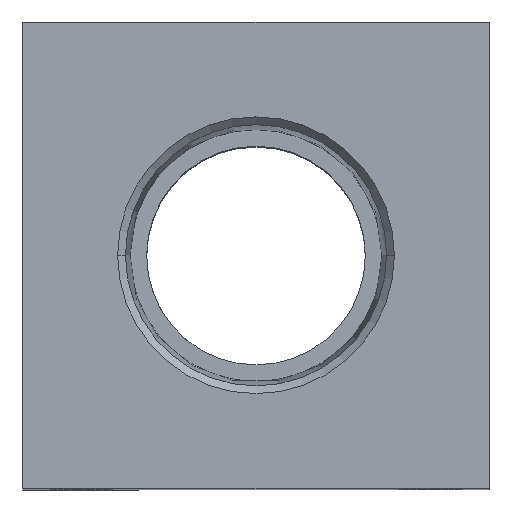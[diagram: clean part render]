
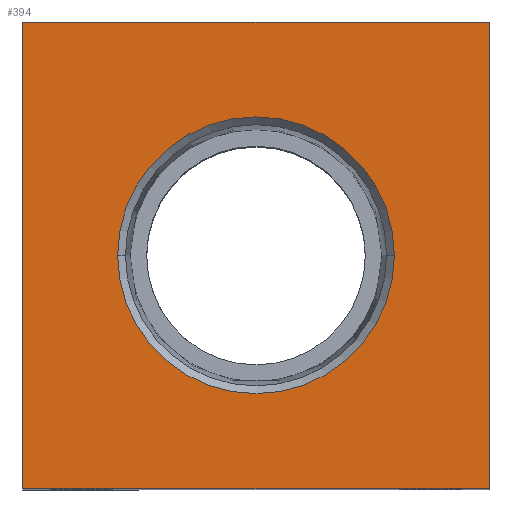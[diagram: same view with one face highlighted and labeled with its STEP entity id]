
A CAD part, top view. The second image highlights one B-rep face of the part: STEP entity #394.
In plain terms, the highlighted planar face has unit normal (0, 0, 1).
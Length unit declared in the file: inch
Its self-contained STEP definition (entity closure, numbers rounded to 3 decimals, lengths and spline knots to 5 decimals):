
#226 = ORIENTED_EDGE ( 'NONE', *, *, #2286, .T. ) ;
#284 = EDGE_LOOP ( 'NONE', ( #1967, #1036, #1370, #226 ) ) ;
#343 = CARTESIAN_POINT ( 'NONE',  ( 0.75, -0.75, 1.375 ) ) ;
#352 = VERTEX_POINT ( 'NONE', #1319 ) ;
#362 = VERTEX_POINT ( 'NONE', #1369 ) ;
#394 = ADVANCED_FACE ( 'NONE', ( #1033, #456 ), #847, .T. ) ;
#456 = FACE_OUTER_BOUND ( 'NONE', #284, .T. ) ;
#461 = DIRECTION ( 'NONE',  ( 0., 1., 0. ) ) ;
#522 = CARTESIAN_POINT ( 'NONE',  ( 0.75, 0.75, 1.375 ) ) ;
#527 = EDGE_CURVE ( 'NONE', #1948, #1647, #2065, .T. ) ;
#723 = CARTESIAN_POINT ( 'NONE',  ( -0.75, 0.75, 1.375 ) ) ;
#735 = VECTOR ( 'NONE', #1090, 39.37008 ) ;
#847 = PLANE ( 'NONE',  #2222 ) ;
#851 = ORIENTED_EDGE ( 'NONE', *, *, #1078, .F. ) ;
#869 = CARTESIAN_POINT ( 'NONE',  ( -0.75, -0.75, 1.375 ) ) ;
#897 = DIRECTION ( 'NONE',  ( 1., 0., 0. ) ) ;
#905 = DIRECTION ( 'NONE',  ( 0., 0., 1. ) ) ;
#1018 = CARTESIAN_POINT ( 'NONE',  ( 0., 0., 1.375 ) ) ;
#1033 = FACE_BOUND ( 'NONE', #1484, .T. ) ;
#1036 = ORIENTED_EDGE ( 'NONE', *, *, #1301, .T. ) ;
#1047 = DIRECTION ( 'NONE',  ( 1., 0., 0. ) ) ;
#1054 = CARTESIAN_POINT ( 'NONE',  ( 0.75, -0.75, 1.375 ) ) ;
#1078 = EDGE_CURVE ( 'NONE', #1907, #362, #2470, .T. ) ;
#1090 = DIRECTION ( 'NONE',  ( 0., -1., 0. ) ) ;
#1111 = DIRECTION ( 'NONE',  ( 0., 0., 1. ) ) ;
#1301 = EDGE_CURVE ( 'NONE', #352, #1948, #2155, .T. ) ;
#1319 = CARTESIAN_POINT ( 'NONE',  ( -0.75, -0.75, 1.375 ) ) ;
#1369 = CARTESIAN_POINT ( 'NONE',  ( 0.44487, 0., 1.375 ) ) ;
#1370 = ORIENTED_EDGE ( 'NONE', *, *, #527, .T. ) ;
#1431 = VECTOR ( 'NONE', #1047, 39.37008 ) ;
#1447 = AXIS2_PLACEMENT_3D ( 'NONE', #2093, #2084, #1827 ) ;
#1484 = EDGE_LOOP ( 'NONE', ( #1807, #851 ) ) ;
#1538 = VERTEX_POINT ( 'NONE', #723 ) ;
#1587 = LINE ( 'NONE', #522, #2081 ) ;
#1647 = VERTEX_POINT ( 'NONE', #1750 ) ;
#1725 = AXIS2_PLACEMENT_3D ( 'NONE', #2405, #1111, #2602 ) ;
#1750 = CARTESIAN_POINT ( 'NONE',  ( 0.75, 0.75, 1.375 ) ) ;
#1807 = ORIENTED_EDGE ( 'NONE', *, *, #2651, .F. ) ;
#1827 = DIRECTION ( 'NONE',  ( 1., 0., 0. ) ) ;
#1854 = CIRCLE ( 'NONE', #1725, 0.44487 ) ;
#1872 = CARTESIAN_POINT ( 'NONE',  ( -0.44487, 0., 1.375 ) ) ;
#1907 = VERTEX_POINT ( 'NONE', #1872 ) ;
#1948 = VERTEX_POINT ( 'NONE', #2727 ) ;
#1967 = ORIENTED_EDGE ( 'NONE', *, *, #2089, .T. ) ;
#2060 = DIRECTION ( 'NONE',  ( -1., 0., 0. ) ) ;
#2065 = LINE ( 'NONE', #343, #2532 ) ;
#2081 = VECTOR ( 'NONE', #2060, 39.37008 ) ;
#2084 = DIRECTION ( 'NONE',  ( 0., 0., 1. ) ) ;
#2089 = EDGE_CURVE ( 'NONE', #1538, #352, #2463, .T. ) ;
#2093 = CARTESIAN_POINT ( 'NONE',  ( 0., 0., 1.375 ) ) ;
#2155 = LINE ( 'NONE', #1054, #1431 ) ;
#2222 = AXIS2_PLACEMENT_3D ( 'NONE', #1018, #905, #897 ) ;
#2286 = EDGE_CURVE ( 'NONE', #1647, #1538, #1587, .T. ) ;
#2405 = CARTESIAN_POINT ( 'NONE',  ( 0., 0., 1.375 ) ) ;
#2463 = LINE ( 'NONE', #869, #735 ) ;
#2470 = CIRCLE ( 'NONE', #1447, 0.44487 ) ;
#2532 = VECTOR ( 'NONE', #461, 39.37008 ) ;
#2602 = DIRECTION ( 'NONE',  ( 1., 0., 0. ) ) ;
#2651 = EDGE_CURVE ( 'NONE', #362, #1907, #1854, .T. ) ;
#2727 = CARTESIAN_POINT ( 'NONE',  ( 0.75, -0.75, 1.375 ) ) ;
